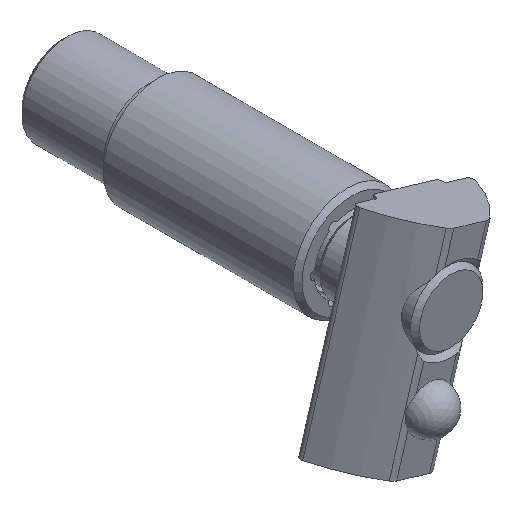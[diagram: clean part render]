
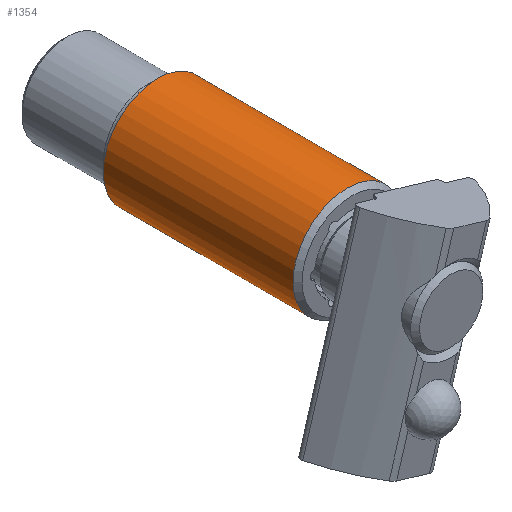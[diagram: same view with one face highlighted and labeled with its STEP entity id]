
A CAD part, isometric view. The second image highlights one B-rep face of the part: STEP entity #1354.
In plain terms, the highlighted cylindrical face has radius 6 mm (diameter 12 mm), a full revolution.
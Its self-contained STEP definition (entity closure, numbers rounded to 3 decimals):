
#51=LINE('',#2098,#152);
#152=VECTOR('',#1659,6.);
#253=CYLINDRICAL_SURFACE('',#1465,6.);
#333=FACE_OUTER_BOUND('',#416,.T.);
#416=EDGE_LOOP('',(#948,#949,#950,#951,#952,#953));
#512=CIRCLE('',#1466,6.);
#513=CIRCLE('',#1467,6.);
#514=CIRCLE('',#1468,6.);
#515=CIRCLE('',#1469,6.);
#597=VERTEX_POINT('',#2093);
#598=VERTEX_POINT('',#2094);
#599=VERTEX_POINT('',#2097);
#600=VERTEX_POINT('',#2099);
#734=EDGE_CURVE('',#597,#598,#512,.T.);
#735=EDGE_CURVE('',#598,#597,#513,.T.);
#736=EDGE_CURVE('',#598,#599,#51,.T.);
#737=EDGE_CURVE('',#599,#600,#514,.T.);
#738=EDGE_CURVE('',#600,#599,#515,.T.);
#948=ORIENTED_EDGE('',*,*,#734,.F.);
#949=ORIENTED_EDGE('',*,*,#735,.F.);
#950=ORIENTED_EDGE('',*,*,#736,.T.);
#951=ORIENTED_EDGE('',*,*,#737,.T.);
#952=ORIENTED_EDGE('',*,*,#738,.T.);
#953=ORIENTED_EDGE('',*,*,#736,.F.);
#1354=ADVANCED_FACE('',(#333),#253,.T.);
#1465=AXIS2_PLACEMENT_3D('',#2092,#1653,#1654);
#1466=AXIS2_PLACEMENT_3D('',#2095,#1655,#1656);
#1467=AXIS2_PLACEMENT_3D('',#2096,#1657,#1658);
#1468=AXIS2_PLACEMENT_3D('',#2100,#1660,#1661);
#1469=AXIS2_PLACEMENT_3D('',#2101,#1662,#1663);
#1653=DIRECTION('center_axis',(0.,-1.,0.));
#1654=DIRECTION('ref_axis',(1.,0.,0.));
#1655=DIRECTION('center_axis',(0.,-1.,0.));
#1656=DIRECTION('ref_axis',(-1.,0.,0.));
#1657=DIRECTION('center_axis',(0.,-1.,0.));
#1658=DIRECTION('ref_axis',(-1.,0.,0.));
#1659=DIRECTION('',(0.,1.,0.));
#1660=DIRECTION('center_axis',(0.,-1.,0.));
#1661=DIRECTION('ref_axis',(1.,0.,0.));
#1662=DIRECTION('center_axis',(0.,-1.,0.));
#1663=DIRECTION('ref_axis',(1.,0.,0.));
#2092=CARTESIAN_POINT('Origin',(-18.106,14.227,0.));
#2093=CARTESIAN_POINT('',(-12.106,3.977,0.));
#2094=CARTESIAN_POINT('',(-24.106,3.977,0.));
#2095=CARTESIAN_POINT('Origin',(-18.106,3.977,0.));
#2096=CARTESIAN_POINT('Origin',(-18.106,3.977,0.));
#2097=CARTESIAN_POINT('',(-24.106,24.977,0.));
#2098=CARTESIAN_POINT('',(-24.106,14.227,0.));
#2099=CARTESIAN_POINT('',(-18.106,24.977,6.));
#2100=CARTESIAN_POINT('Origin',(-18.106,24.977,0.));
#2101=CARTESIAN_POINT('Origin',(-18.106,24.977,0.));
